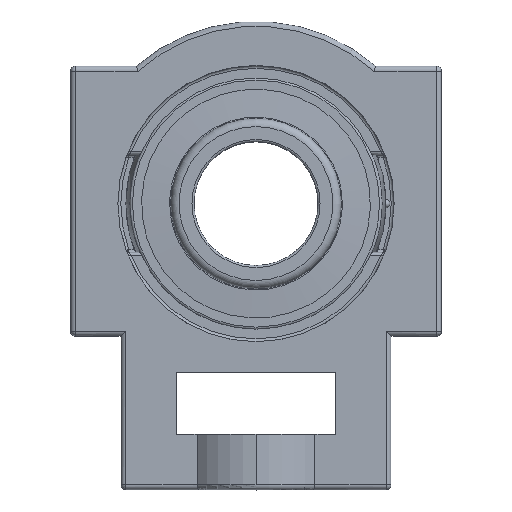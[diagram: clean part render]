
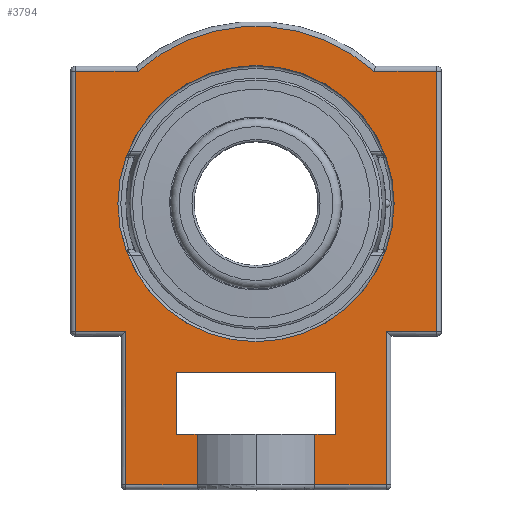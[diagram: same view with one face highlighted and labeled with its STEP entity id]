
A CAD part, top view. The second image highlights one B-rep face of the part: STEP entity #3794.
In plain terms, the highlighted planar face has unit normal (0, 0, 1).
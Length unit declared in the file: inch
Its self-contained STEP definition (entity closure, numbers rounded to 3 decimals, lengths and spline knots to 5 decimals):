
#2096=CARTESIAN_POINT('',(-0.,-1.67185,0.64961));
#2097=VERTEX_POINT('',#2096);
#2104=CARTESIAN_POINT('',(0.,0.,0.64961));
#2105=DIRECTION('',(0.,0.,-1.));
#2106=DIRECTION('',(0.,1.,0.));
#2107=AXIS2_PLACEMENT_3D('',#2104,#2105,#2106);
#2108=CIRCLE('',#2107,1.67185);
#2109=EDGE_CURVE('',#2097,#2097,#2108,.T.);
#2193=CARTESIAN_POINT('',(-2.18504,1.60451,0.64961));
#2194=VERTEX_POINT('',#2193);
#2219=CARTESIAN_POINT('',(2.18504,1.60451,0.64961));
#2220=VERTEX_POINT('',#2219);
#2263=CARTESIAN_POINT('',(-2.18504,-1.5451,0.64961));
#2264=VERTEX_POINT('',#2263);
#2289=CARTESIAN_POINT('',(2.18504,-1.5451,0.64961));
#2290=VERTEX_POINT('',#2289);
#2331=CARTESIAN_POINT('',(1.5748,-1.5451,0.64961));
#2332=VERTEX_POINT('',#2331);
#2333=CARTESIAN_POINT('',(1.14742,-1.5451,0.64961));
#2334=DIRECTION('',(-1.,0.,0.));
#2335=VECTOR('',#2334,0.24025);
#2336=LINE('',#2333,#2335);
#2337=EDGE_CURVE('',#2290,#2332,#2336,.T.);
#2354=CARTESIAN_POINT('',(-1.5748,-3.40551,0.64961));
#2355=VERTEX_POINT('',#2354);
#2389=CARTESIAN_POINT('',(1.5748,-3.40551,0.64961));
#2390=VERTEX_POINT('',#2389);
#3159=CARTESIAN_POINT('',(0.71302,-3.40551,0.64961));
#3160=VERTEX_POINT('',#3159);
#3161=CARTESIAN_POINT('',(0.07172,-3.40551,0.64961));
#3162=DIRECTION('',(-1.,0.,0.));
#3163=VECTOR('',#3162,0.33928);
#3164=LINE('',#3161,#3163);
#3165=EDGE_CURVE('',#2390,#3160,#3164,.T.);
#3192=CARTESIAN_POINT('',(1.5748,-1.63869,0.64961));
#3193=DIRECTION('',(0.,-1.,0.));
#3194=VECTOR('',#3193,0.73245);
#3195=LINE('',#3192,#3194);
#3196=EDGE_CURVE('',#2332,#2390,#3195,.T.);
#3247=CARTESIAN_POINT('',(-1.5748,-1.5451,0.64961));
#3248=VERTEX_POINT('',#3247);
#3249=CARTESIAN_POINT('',(-1.5748,-2.37114,0.64961));
#3250=DIRECTION('',(0.,1.,0.));
#3251=VECTOR('',#3250,0.73245);
#3252=LINE('',#3249,#3251);
#3253=EDGE_CURVE('',#2355,#3248,#3252,.T.);
#3270=CARTESIAN_POINT('',(-0.71302,-3.40551,0.64961));
#3271=VERTEX_POINT('',#3270);
#3272=CARTESIAN_POINT('',(-0.829,-3.40551,0.64961));
#3273=DIRECTION('',(-1.,0.,0.));
#3274=VECTOR('',#3273,0.33928);
#3275=LINE('',#3272,#3274);
#3276=EDGE_CURVE('',#3271,#2355,#3275,.T.);
#3345=CARTESIAN_POINT('',(-1.50843,-1.5451,0.64961));
#3346=DIRECTION('',(-1.,0.,0.));
#3347=VECTOR('',#3346,0.24025);
#3348=LINE('',#3345,#3347);
#3349=EDGE_CURVE('',#3248,#2264,#3348,.T.);
#3407=CARTESIAN_POINT('',(2.18504,0.37861,0.64961));
#3408=DIRECTION('',(0.,-1.,0.));
#3409=VECTOR('',#3408,1.24);
#3410=LINE('',#3407,#3409);
#3411=EDGE_CURVE('',#2220,#2290,#3410,.T.);
#3461=CARTESIAN_POINT('',(-2.18504,-0.8614,0.64961));
#3462=DIRECTION('',(0.,1.,0.));
#3463=VECTOR('',#3462,1.24);
#3464=LINE('',#3461,#3463);
#3465=EDGE_CURVE('',#2264,#2194,#3464,.T.);
#3507=CARTESIAN_POINT('',(1.42459,1.60451,0.64961));
#3508=VERTEX_POINT('',#3507);
#3509=CARTESIAN_POINT('',(0.81969,1.60451,0.64961));
#3510=DIRECTION('',(1.,0.,-0.));
#3511=VECTOR('',#3510,0.29939);
#3512=LINE('',#3509,#3511);
#3513=EDGE_CURVE('',#3508,#2220,#3512,.T.);
#3590=CARTESIAN_POINT('',(-1.42459,1.60451,0.64961));
#3591=VERTEX_POINT('',#3590);
#3592=CARTESIAN_POINT('',(-1.72033,1.60451,0.64961));
#3593=DIRECTION('',(1.,0.,-0.));
#3594=VECTOR('',#3593,0.29939);
#3595=LINE('',#3592,#3594);
#3596=EDGE_CURVE('',#2194,#3591,#3595,.T.);
#3623=CARTESIAN_POINT('',(0.,0.,0.64961));
#3624=DIRECTION('',(0.,0.,-1.));
#3625=DIRECTION('',(0.,1.,0.));
#3626=AXIS2_PLACEMENT_3D('',#3623,#3624,#3625);
#3627=CIRCLE('',#3626,2.14567);
#3628=EDGE_CURVE('',#3591,#3508,#3627,.T.);
#3719=CARTESIAN_POINT('',(-0.99169,-0.86458,0.64961));
#3720=DIRECTION('',(0.,0.,1.));
#3721=DIRECTION('',(1.,0.,0.));
#3722=AXIS2_PLACEMENT_3D('',#3719,#3720,#3721);
#3723=PLANE('',#3722);
#3724=ORIENTED_EDGE('',*,*,#3165,.F.);
#3725=ORIENTED_EDGE('',*,*,#3196,.F.);
#3726=ORIENTED_EDGE('',*,*,#2337,.F.);
#3727=ORIENTED_EDGE('',*,*,#3411,.F.);
#3728=ORIENTED_EDGE('',*,*,#3513,.F.);
#3729=ORIENTED_EDGE('',*,*,#3628,.F.);
#3730=ORIENTED_EDGE('',*,*,#3596,.F.);
#3731=ORIENTED_EDGE('',*,*,#3465,.F.);
#3732=ORIENTED_EDGE('',*,*,#3349,.F.);
#3733=ORIENTED_EDGE('',*,*,#3253,.F.);
#3734=ORIENTED_EDGE('',*,*,#3276,.F.);
#3735=CARTESIAN_POINT('',(-0.71302,-2.79528,0.64961));
#3736=VERTEX_POINT('',#3735);
#3737=CARTESIAN_POINT('',(-0.71302,-3.23842,0.64961));
#3738=DIRECTION('',(0.,1.,0.));
#3739=VECTOR('',#3738,0.24025);
#3740=LINE('',#3737,#3739);
#3741=EDGE_CURVE('',#3271,#3736,#3740,.T.);
#3742=ORIENTED_EDGE('',*,*,#3741,.T.);
#3743=CARTESIAN_POINT('',(-0.96457,-2.79528,0.64961));
#3744=VERTEX_POINT('',#3743);
#3745=CARTESIAN_POINT('',(-0.96457,-2.79528,0.64961));
#3746=DIRECTION('',(1.,0.,-0.));
#3747=VECTOR('',#3746,0.09903);
#3748=LINE('',#3745,#3747);
#3749=EDGE_CURVE('',#3744,#3736,#3748,.T.);
#3750=ORIENTED_EDGE('',*,*,#3749,.F.);
#3751=CARTESIAN_POINT('',(-0.96457,-2.04724,0.64961));
#3752=VERTEX_POINT('',#3751);
#3753=CARTESIAN_POINT('',(-0.96457,-2.04724,0.64961));
#3754=DIRECTION('',(0.,-1.,0.));
#3755=VECTOR('',#3754,0.2945);
#3756=LINE('',#3753,#3755);
#3757=EDGE_CURVE('',#3752,#3744,#3756,.T.);
#3758=ORIENTED_EDGE('',*,*,#3757,.F.);
#3759=CARTESIAN_POINT('',(0.96457,-2.04724,0.64961));
#3760=VERTEX_POINT('',#3759);
#3761=CARTESIAN_POINT('',(0.37975,-2.04724,0.64961));
#3762=DIRECTION('',(-1.,0.,0.));
#3763=VECTOR('',#3762,0.7595);
#3764=LINE('',#3761,#3763);
#3765=EDGE_CURVE('',#3760,#3752,#3764,.T.);
#3766=ORIENTED_EDGE('',*,*,#3765,.F.);
#3767=CARTESIAN_POINT('',(0.96457,-2.79528,0.64961));
#3768=VERTEX_POINT('',#3767);
#3769=CARTESIAN_POINT('',(0.96457,-2.34174,0.64961));
#3770=DIRECTION('',(0.,1.,0.));
#3771=VECTOR('',#3770,0.2945);
#3772=LINE('',#3769,#3771);
#3773=EDGE_CURVE('',#3768,#3760,#3772,.T.);
#3774=ORIENTED_EDGE('',*,*,#3773,.F.);
#3775=CARTESIAN_POINT('',(0.71302,-2.79528,0.64961));
#3776=VERTEX_POINT('',#3775);
#3777=CARTESIAN_POINT('',(-0.3041,-2.79528,0.64961));
#3778=DIRECTION('',(1.,0.,-0.));
#3779=VECTOR('',#3778,0.09903);
#3780=LINE('',#3777,#3779);
#3781=EDGE_CURVE('',#3776,#3768,#3780,.T.);
#3782=ORIENTED_EDGE('',*,*,#3781,.F.);
#3783=CARTESIAN_POINT('',(0.71302,-2.99817,0.64961));
#3784=DIRECTION('',(0.,-1.,0.));
#3785=VECTOR('',#3784,0.24025);
#3786=LINE('',#3783,#3785);
#3787=EDGE_CURVE('',#3776,#3160,#3786,.T.);
#3788=ORIENTED_EDGE('',*,*,#3787,.T.);
#3789=EDGE_LOOP('',(#3724,#3725,#3726,#3727,#3728,#3729,#3730,#3731,#3732,#3733,#3734,#3742,#3750,#3758,#3766,#3774,#3782,#3788));
#3790=FACE_BOUND('',#3789,.T.);
#3791=ORIENTED_EDGE('',*,*,#2109,.T.);
#3792=EDGE_LOOP('',(#3791));
#3793=FACE_BOUND('',#3792,.T.);
#3794=ADVANCED_FACE('',(#3790,#3793),#3723,.T.);
